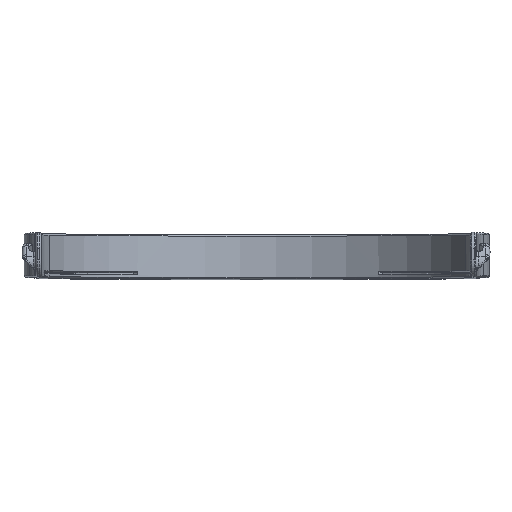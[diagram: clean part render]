
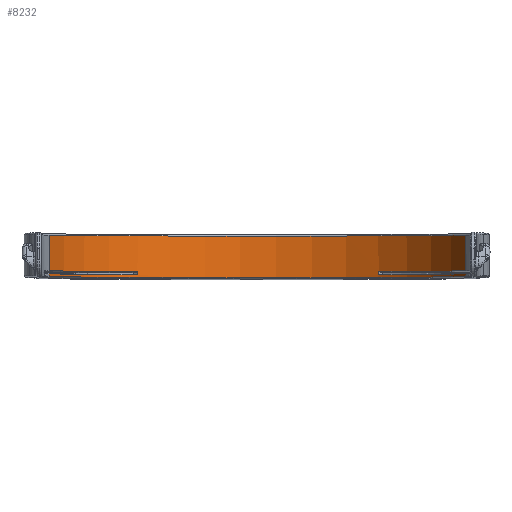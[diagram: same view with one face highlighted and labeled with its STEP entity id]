
A CAD part, left-side view. The second image highlights one B-rep face of the part: STEP entity #8232.
In plain terms, the highlighted cylindrical face has radius 80 mm (diameter 160 mm), a partial arc.
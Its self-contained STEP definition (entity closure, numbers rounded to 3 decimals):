
#296=LINE('',#12101,#794);
#331=LINE('',#12453,#829);
#399=LINE('',#14130,#897);
#545=LINE('',#17626,#1043);
#546=LINE('',#17630,#1044);
#547=LINE('',#17634,#1045);
#794=VECTOR('',#9194,10.);
#829=VECTOR('',#9289,10.);
#897=VECTOR('',#9543,10.);
#1043=VECTOR('',#10091,10.);
#1044=VECTOR('',#10094,10.);
#1045=VECTOR('',#10097,10.);
#1331=CYLINDRICAL_SURFACE('',#8803,80.);
#1671=FACE_OUTER_BOUND('',#2158,.T.);
#2158=EDGE_LOOP('',(#6578,#6579,#6580,#6581,#6582,#6583,#6584,#6585,#6586,
#6587,#6588,#6589));
#2421=CIRCLE('',#8545,80.);
#2533=CIRCLE('',#8792,80.);
#2540=CIRCLE('',#8804,80.);
#2541=CIRCLE('',#8805,80.);
#2542=CIRCLE('',#8806,80.);
#2543=CIRCLE('',#8807,80.);
#3187=VERTEX_POINT('',#11843);
#3199=VERTEX_POINT('',#12100);
#3226=VERTEX_POINT('',#12395);
#3237=VERTEX_POINT('',#12451);
#3286=VERTEX_POINT('',#12978);
#3380=VERTEX_POINT('',#14128);
#3589=VERTEX_POINT('',#17363);
#3601=VERTEX_POINT('',#17625);
#3602=VERTEX_POINT('',#17627);
#3603=VERTEX_POINT('',#17629);
#3604=VERTEX_POINT('',#17631);
#3605=VERTEX_POINT('',#17633);
#4024=EDGE_CURVE('',#3199,#3187,#296,.T.);
#4081=EDGE_CURVE('',#3226,#3237,#331,.T.);
#4147=EDGE_CURVE('',#3237,#3286,#2421,.T.);
#4282=EDGE_CURVE('',#3380,#3286,#399,.T.);
#4649=EDGE_CURVE('',#3589,#3187,#2533,.T.);
#4673=EDGE_CURVE('',#3601,#3589,#545,.T.);
#4674=EDGE_CURVE('',#3601,#3602,#2540,.T.);
#4675=EDGE_CURVE('',#3602,#3603,#546,.T.);
#4676=EDGE_CURVE('',#3604,#3603,#2541,.T.);
#4677=EDGE_CURVE('',#3605,#3604,#547,.T.);
#4678=EDGE_CURVE('',#3226,#3605,#2542,.T.);
#4679=EDGE_CURVE('',#3199,#3380,#2543,.T.);
#6578=ORIENTED_EDGE('',*,*,#4649,.F.);
#6579=ORIENTED_EDGE('',*,*,#4673,.F.);
#6580=ORIENTED_EDGE('',*,*,#4674,.T.);
#6581=ORIENTED_EDGE('',*,*,#4675,.T.);
#6582=ORIENTED_EDGE('',*,*,#4676,.F.);
#6583=ORIENTED_EDGE('',*,*,#4677,.F.);
#6584=ORIENTED_EDGE('',*,*,#4678,.F.);
#6585=ORIENTED_EDGE('',*,*,#4081,.T.);
#6586=ORIENTED_EDGE('',*,*,#4147,.T.);
#6587=ORIENTED_EDGE('',*,*,#4282,.F.);
#6588=ORIENTED_EDGE('',*,*,#4679,.F.);
#6589=ORIENTED_EDGE('',*,*,#4024,.T.);
#8232=ADVANCED_FACE('',(#1671),#1331,.F.);
#8545=AXIS2_PLACEMENT_3D('',#12985,#9387,#9388);
#8792=AXIS2_PLACEMENT_3D('',#17365,#10061,#10062);
#8803=AXIS2_PLACEMENT_3D('',#17624,#10089,#10090);
#8804=AXIS2_PLACEMENT_3D('',#17628,#10092,#10093);
#8805=AXIS2_PLACEMENT_3D('',#17632,#10095,#10096);
#8806=AXIS2_PLACEMENT_3D('',#17635,#10098,#10099);
#8807=AXIS2_PLACEMENT_3D('',#17636,#10100,#10101);
#9194=DIRECTION('',(-0.007,0.,-1.));
#9289=DIRECTION('',(-0.007,0.,-1.));
#9387=DIRECTION('center_axis',(-0.007,0.,
-1.));
#9388=DIRECTION('ref_axis',(1.,-0.007,-0.007));
#9543=DIRECTION('',(0.007,0.,1.));
#10061=DIRECTION('center_axis',(0.007,0.,
1.));
#10062=DIRECTION('ref_axis',(1.,-0.007,-0.007));
#10089=DIRECTION('center_axis',(0.007,0.,
1.));
#10090=DIRECTION('ref_axis',(1.,-0.007,-0.007));
#10091=DIRECTION('',(-0.007,0.,-1.));
#10092=DIRECTION('center_axis',(0.007,0.,
1.));
#10093=DIRECTION('ref_axis',(1.,-0.007,-0.007));
#10094=DIRECTION('',(0.007,0.,1.));
#10095=DIRECTION('center_axis',(0.007,0.,
1.));
#10096=DIRECTION('ref_axis',(1.,-0.007,-0.007));
#10097=DIRECTION('',(-0.007,0.,-1.));
#10098=DIRECTION('center_axis',(-0.007,0.,
-1.));
#10099=DIRECTION('ref_axis',(1.,-0.007,-0.007));
#10100=DIRECTION('center_axis',(-0.007,0.,
-1.));
#10101=DIRECTION('ref_axis',(1.,-0.007,-0.007));
#11843=CARTESIAN_POINT('',(26.88,0.377,-90.434));
#12100=CARTESIAN_POINT('',(26.887,0.377,-89.434));
#12101=CARTESIAN_POINT('',(26.877,0.377,-90.934));
#12395=CARTESIAN_POINT('',(26.985,0.377,-75.434));
#12451=CARTESIAN_POINT('',(26.895,0.377,-88.334));
#12453=CARTESIAN_POINT('',(26.877,0.377,-90.934));
#12978=CARTESIAN_POINT('',(66.701,-31.521,-88.612));
#12985=CARTESIAN_POINT('Origin',(-0.615,-74.744,-88.142));
#14128=CARTESIAN_POINT('',(66.694,-31.521,-89.712));
#14130=CARTESIAN_POINT('',(66.694,-31.521,-89.712));
#17363=CARTESIAN_POINT('',(25.829,-150.242,-90.427));
#17365=CARTESIAN_POINT('Origin',(-0.63,-74.744,-90.242));
#17624=CARTESIAN_POINT('Origin',(-0.634,-74.744,-90.742));
#17625=CARTESIAN_POINT('',(25.836,-150.242,-89.427));
#17626=CARTESIAN_POINT('',(25.825,-150.242,-90.927));
#17627=CARTESIAN_POINT('',(66.084,-118.903,-89.708));
#17628=CARTESIAN_POINT('Origin',(-0.623,-74.744,-89.242));
#17629=CARTESIAN_POINT('',(66.091,-118.903,-88.608));
#17630=CARTESIAN_POINT('',(66.084,-118.903,-89.708));
#17631=CARTESIAN_POINT('',(25.844,-150.242,-88.327));
#17632=CARTESIAN_POINT('Origin',(-0.615,-74.744,-88.142));
#17633=CARTESIAN_POINT('',(25.934,-150.242,-75.427));
#17634=CARTESIAN_POINT('',(25.825,-150.242,-90.927));
#17635=CARTESIAN_POINT('Origin',(-0.525,-74.744,-75.242));
#17636=CARTESIAN_POINT('Origin',(-0.623,-74.744,-89.242));
